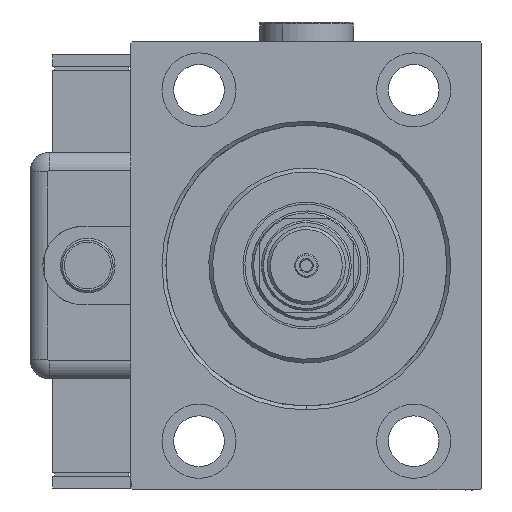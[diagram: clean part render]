
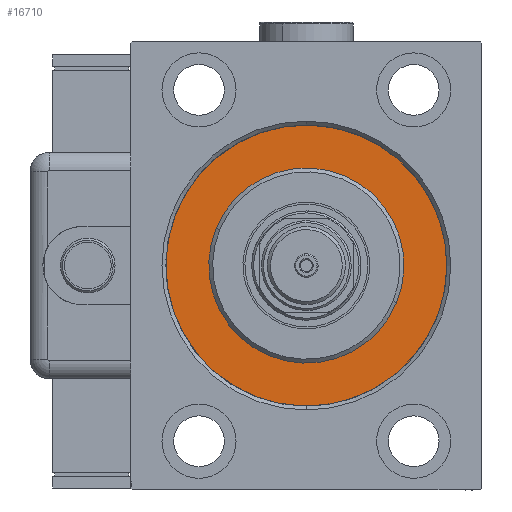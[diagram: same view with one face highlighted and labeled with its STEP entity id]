
A CAD part, left-side view. The second image highlights one B-rep face of the part: STEP entity #16710.
In plain terms, the highlighted face is planar.
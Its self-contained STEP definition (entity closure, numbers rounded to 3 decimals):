
#903 = CARTESIAN_POINT ( 'NONE',  ( 0., 0., -36. ) ) ;
#4302 = ORIENTED_EDGE ( 'NONE', *, *, #16250, .F. ) ;
#5177 = PLANE ( 'NONE',  #21721 ) ;
#5770 = AXIS2_PLACEMENT_3D ( 'NONE', #32659, #7887, #36751 ) ;
#6042 = CARTESIAN_POINT ( 'NONE',  ( 0., 0., -25. ) ) ;
#7887 = DIRECTION ( 'NONE',  ( 1., 0., 0. ) ) ;
#8137 = DIRECTION ( 'NONE',  ( -1., 0., 0. ) ) ;
#11125 = CARTESIAN_POINT ( 'NONE',  ( 0., 0., 0. ) ) ;
#11230 = CARTESIAN_POINT ( 'NONE',  ( 0., 0., 36. ) ) ;
#16250 = EDGE_CURVE ( 'NONE', #36117, #26968, #18794, .T. ) ;
#16710 = ADVANCED_FACE ( 'NONE', ( #57550, #19923 ), #5177, .F. ) ;
#18794 = CIRCLE ( 'NONE', #5770, 25. ) ;
#18852 = ORIENTED_EDGE ( 'NONE', *, *, #23387, .F. ) ;
#19923 = FACE_OUTER_BOUND ( 'NONE', #27431, .T. ) ;
#20213 = CIRCLE ( 'NONE', #23271, 25. ) ;
#20540 = CARTESIAN_POINT ( 'NONE',  ( 0., 0., 0. ) ) ;
#21721 = AXIS2_PLACEMENT_3D ( 'NONE', #11125, #44398, #24635 ) ;
#22788 = DIRECTION ( 'NONE',  ( 0., 0., 1. ) ) ;
#23271 = AXIS2_PLACEMENT_3D ( 'NONE', #20540, #54718, #55031 ) ;
#23387 = EDGE_CURVE ( 'NONE', #27474, #54125, #59030, .T. ) ;
#24635 = DIRECTION ( 'NONE',  ( 0., 0., 1. ) ) ;
#26968 = VERTEX_POINT ( 'NONE', #42411 ) ;
#27287 = DIRECTION ( 'NONE',  ( 0., 0., 1. ) ) ;
#27431 = EDGE_LOOP ( 'NONE', ( #49757, #18852 ) ) ;
#27474 = VERTEX_POINT ( 'NONE', #11230 ) ;
#28955 = ORIENTED_EDGE ( 'NONE', *, *, #40558, .F. ) ;
#30327 = CIRCLE ( 'NONE', #44392, 36. ) ;
#31950 = EDGE_CURVE ( 'NONE', #54125, #27474, #30327, .T. ) ;
#32659 = CARTESIAN_POINT ( 'NONE',  ( 0., 0., 0. ) ) ;
#36117 = VERTEX_POINT ( 'NONE', #6042 ) ;
#36751 = DIRECTION ( 'NONE',  ( 0., 0., -1. ) ) ;
#37006 = CARTESIAN_POINT ( 'NONE',  ( 0., 0., 0. ) ) ;
#40558 = EDGE_CURVE ( 'NONE', #26968, #36117, #20213, .T. ) ;
#42411 = CARTESIAN_POINT ( 'NONE',  ( 0., 0., 25. ) ) ;
#44392 = AXIS2_PLACEMENT_3D ( 'NONE', #51625, #61621, #22788 ) ;
#44398 = DIRECTION ( 'NONE',  ( -1., 0., 0. ) ) ;
#49757 = ORIENTED_EDGE ( 'NONE', *, *, #31950, .F. ) ;
#51625 = CARTESIAN_POINT ( 'NONE',  ( 0., 0., 0. ) ) ;
#54125 = VERTEX_POINT ( 'NONE', #903 ) ;
#54718 = DIRECTION ( 'NONE',  ( 1., 0., 0. ) ) ;
#55031 = DIRECTION ( 'NONE',  ( 0., 0., -1. ) ) ;
#55879 = EDGE_LOOP ( 'NONE', ( #28955, #4302 ) ) ;
#57009 = AXIS2_PLACEMENT_3D ( 'NONE', #37006, #8137, #27287 ) ;
#57550 = FACE_BOUND ( 'NONE', #55879, .T. ) ;
#59030 = CIRCLE ( 'NONE', #57009, 36. ) ;
#61621 = DIRECTION ( 'NONE',  ( -1., 0., 0. ) ) ;
